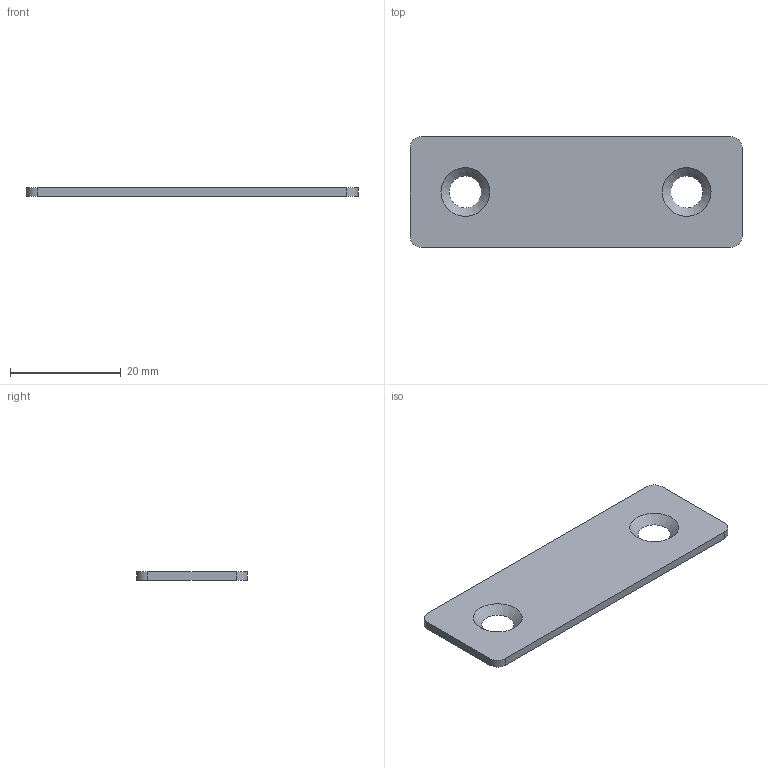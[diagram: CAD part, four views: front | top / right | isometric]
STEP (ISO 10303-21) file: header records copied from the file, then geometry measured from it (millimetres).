
FILE_DESCRIPTION(/* description */ ('Alibre Inc.'),/* implementation_level */ '2;1');
FILE_NAME(/* name */ 'export-C2E180CF-E1CD-421D-AADD-7FCEC9D56FA9',/* time_stamp */ '2019-10-24T13:47:34+02:00',/* author */ (''),/* organization */ (''),/* preprocessor_version */ 'ST-DEVELOPER v17',/* originating_system */ 'Alibre',/* authorisation */ '');
FILE_SCHEMA (('AUTOMOTIVE_DESIGN'));
Length unit declared in the file: centimetre
Bounding box: 60 x 20 x 1.5 mm (x, y, z)
Volume: 1667.5 mm3; surface area: 2550.8 mm2
Topology: 1 solids, 1 shells, 12 faces, 32 edges, 22 vertices
Faces by surface type: plane 6, cylinder 4, cone 2
Entity records: 373 total; most frequent: CARTESIAN_POINT 60, DIRECTION 58, ORIENTED_EDGE 56, EDGE_CURVE 28, AXIS2_PLACEMENT_3D 24, VERTEX_POINT 20, EDGE_LOOP 18, FACE_BOUND 18
